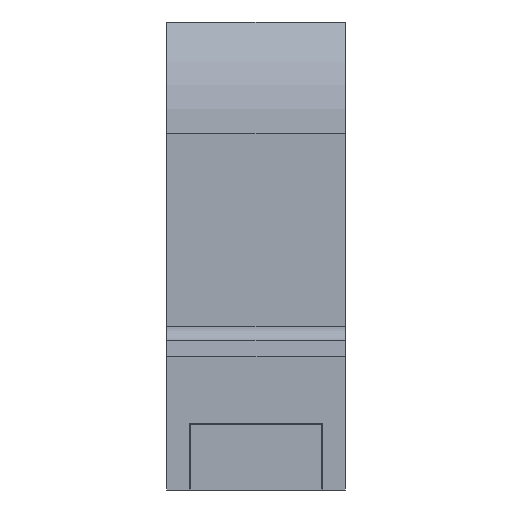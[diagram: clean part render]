
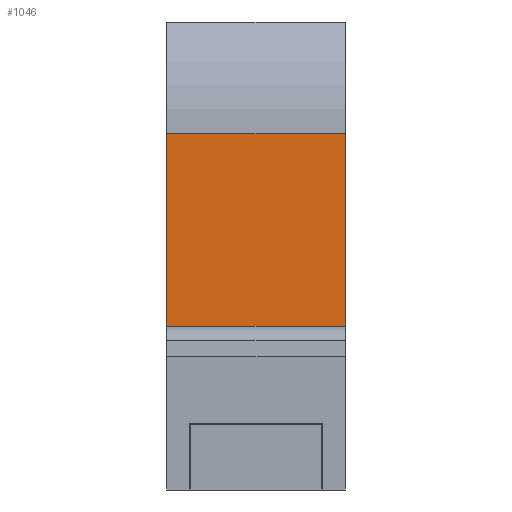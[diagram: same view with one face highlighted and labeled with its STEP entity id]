
A CAD part, left-side view. The second image highlights one B-rep face of the part: STEP entity #1046.
In plain terms, the highlighted planar face has unit normal (-1, 0, 0).
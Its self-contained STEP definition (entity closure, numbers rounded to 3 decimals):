
#74 = CARTESIAN_POINT ( 'NONE',  ( -5.073, 4., -14.039 ) ) ;
#83 = ORIENTED_EDGE ( 'NONE', *, *, #547, .F. ) ;
#89 = EDGE_LOOP ( 'NONE', ( #2019, #83, #3279, #2708 ) ) ;
#298 = VERTEX_POINT ( 'NONE', #445 ) ;
#367 = LINE ( 'NONE', #74, #1964 ) ;
#445 = CARTESIAN_POINT ( 'NONE',  ( -5.073, 0., -9.716 ) ) ;
#470 = VECTOR ( 'NONE', #1477, 1000. ) ;
#547 = EDGE_CURVE ( 'NONE', #1565, #3551, #367, .T. ) ;
#737 = DIRECTION ( 'NONE',  ( 0., 0., 1. ) ) ;
#777 = PLANE ( 'NONE',  #3134 ) ;
#829 = CARTESIAN_POINT ( 'NONE',  ( -5.073, 0., -14.039 ) ) ;
#1046 = ADVANCED_FACE ( 'NONE', ( #3753 ), #777, .T. ) ;
#1103 = LINE ( 'NONE', #1869, #4423 ) ;
#1477 = DIRECTION ( 'NONE',  ( 0., 1., 0. ) ) ;
#1565 = VERTEX_POINT ( 'NONE', #4804 ) ;
#1869 = CARTESIAN_POINT ( 'NONE',  ( -5.073, 0., -9.716 ) ) ;
#1916 = DIRECTION ( 'NONE',  ( 0., 1., 0. ) ) ;
#1964 = VECTOR ( 'NONE', #737, 1000. ) ;
#2019 = ORIENTED_EDGE ( 'NONE', *, *, #3959, .T. ) ;
#2226 = DIRECTION ( 'NONE',  ( 0., 0., 1. ) ) ;
#2251 = CARTESIAN_POINT ( 'NONE',  ( -5.073, 0., -14.039 ) ) ;
#2362 = EDGE_CURVE ( 'NONE', #4186, #298, #2973, .T. ) ;
#2708 = ORIENTED_EDGE ( 'NONE', *, *, #2362, .T. ) ;
#2973 = LINE ( 'NONE', #2251, #3290 ) ;
#3134 = AXIS2_PLACEMENT_3D ( 'NONE', #829, #4490, #2226 ) ;
#3279 = ORIENTED_EDGE ( 'NONE', *, *, #3508, .F. ) ;
#3290 = VECTOR ( 'NONE', #4470, 1000. ) ;
#3508 = EDGE_CURVE ( 'NONE', #4186, #1565, #4403, .T. ) ;
#3532 = CARTESIAN_POINT ( 'NONE',  ( -5.073, 0., -14.039 ) ) ;
#3551 = VERTEX_POINT ( 'NONE', #3981 ) ;
#3753 = FACE_OUTER_BOUND ( 'NONE', #89, .T. ) ;
#3959 = EDGE_CURVE ( 'NONE', #298, #3551, #1103, .T. ) ;
#3981 = CARTESIAN_POINT ( 'NONE',  ( -5.073, 4., -9.716 ) ) ;
#4186 = VERTEX_POINT ( 'NONE', #3532 ) ;
#4373 = CARTESIAN_POINT ( 'NONE',  ( -5.073, 0., -14.039 ) ) ;
#4403 = LINE ( 'NONE', #4373, #470 ) ;
#4423 = VECTOR ( 'NONE', #1916, 1000. ) ;
#4470 = DIRECTION ( 'NONE',  ( 0., 0., 1. ) ) ;
#4490 = DIRECTION ( 'NONE',  ( -1., 0., 0. ) ) ;
#4804 = CARTESIAN_POINT ( 'NONE',  ( -5.073, 4., -14.039 ) ) ;
